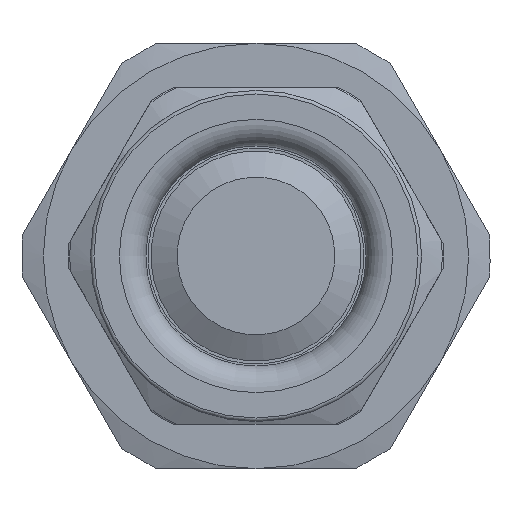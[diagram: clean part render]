
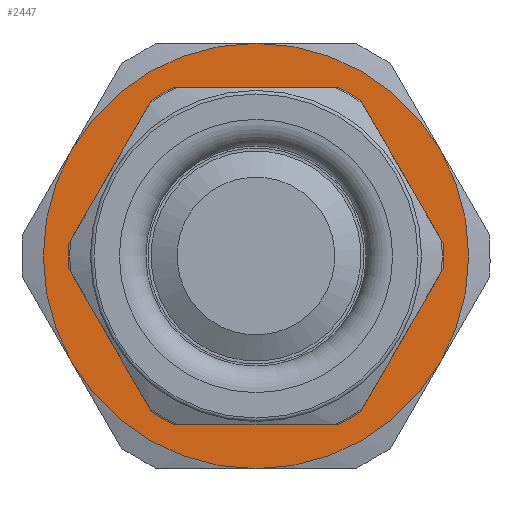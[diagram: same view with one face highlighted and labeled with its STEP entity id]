
A CAD part, left-side view. The second image highlights one B-rep face of the part: STEP entity #2447.
In plain terms, the highlighted planar face has unit normal (-1, 0, 0).
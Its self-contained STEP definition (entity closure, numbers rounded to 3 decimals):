
#307=PLANE('',#2733);
#376=FACE_BOUND('',#717,.T.);
#520=FACE_OUTER_BOUND('',#716,.T.);
#716=EDGE_LOOP('',(#1761,#1762,#1763,#1764,#1765,#1766));
#717=EDGE_LOOP('',(#1767));
#1016=CIRCLE('',#2734,12.);
#1017=CIRCLE('',#2735,12.);
#1018=CIRCLE('',#2736,12.);
#1019=CIRCLE('',#2737,12.);
#1020=CIRCLE('',#2738,12.);
#1021=CIRCLE('',#2739,12.);
#1022=CIRCLE('',#2740,7.689);
#1203=VERTEX_POINT('',#4049);
#1204=VERTEX_POINT('',#4050);
#1205=VERTEX_POINT('',#4052);
#1206=VERTEX_POINT('',#4054);
#1207=VERTEX_POINT('',#4056);
#1208=VERTEX_POINT('',#4058);
#1209=VERTEX_POINT('',#4061);
#1439=EDGE_CURVE('',#1203,#1204,#1016,.T.);
#1440=EDGE_CURVE('',#1205,#1203,#1017,.T.);
#1441=EDGE_CURVE('',#1206,#1205,#1018,.T.);
#1442=EDGE_CURVE('',#1207,#1206,#1019,.T.);
#1443=EDGE_CURVE('',#1208,#1207,#1020,.T.);
#1444=EDGE_CURVE('',#1204,#1208,#1021,.T.);
#1445=EDGE_CURVE('',#1209,#1209,#1022,.T.);
#1761=ORIENTED_EDGE('',*,*,#1439,.F.);
#1762=ORIENTED_EDGE('',*,*,#1440,.F.);
#1763=ORIENTED_EDGE('',*,*,#1441,.F.);
#1764=ORIENTED_EDGE('',*,*,#1442,.F.);
#1765=ORIENTED_EDGE('',*,*,#1443,.F.);
#1766=ORIENTED_EDGE('',*,*,#1444,.F.);
#1767=ORIENTED_EDGE('',*,*,#1445,.T.);
#2447=ADVANCED_FACE('',(#520,#376),#307,.T.);
#2733=AXIS2_PLACEMENT_3D('',#4048,#3127,#3128);
#2734=AXIS2_PLACEMENT_3D('',#4051,#3129,#3130);
#2735=AXIS2_PLACEMENT_3D('',#4053,#3131,#3132);
#2736=AXIS2_PLACEMENT_3D('',#4055,#3133,#3134);
#2737=AXIS2_PLACEMENT_3D('',#4057,#3135,#3136);
#2738=AXIS2_PLACEMENT_3D('',#4059,#3137,#3138);
#2739=AXIS2_PLACEMENT_3D('',#4060,#3139,#3140);
#2740=AXIS2_PLACEMENT_3D('',#4062,#3141,#3142);
#3127=DIRECTION('center_axis',(-1.,0.,0.));
#3128=DIRECTION('ref_axis',(0.,0.,1.));
#3129=DIRECTION('center_axis',(1.,0.,0.));
#3130=DIRECTION('ref_axis',(0.,-1.,0.));
#3131=DIRECTION('center_axis',(1.,0.,0.));
#3132=DIRECTION('ref_axis',(0.,-1.,0.));
#3133=DIRECTION('center_axis',(1.,0.,0.));
#3134=DIRECTION('ref_axis',(0.,-1.,0.));
#3135=DIRECTION('center_axis',(1.,0.,0.));
#3136=DIRECTION('ref_axis',(0.,-1.,0.));
#3137=DIRECTION('center_axis',(1.,0.,0.));
#3138=DIRECTION('ref_axis',(0.,-1.,0.));
#3139=DIRECTION('center_axis',(1.,0.,0.));
#3140=DIRECTION('ref_axis',(0.,-1.,0.));
#3141=DIRECTION('center_axis',(1.,0.,0.));
#3142=DIRECTION('ref_axis',(0.,0.,-1.));
#4048=CARTESIAN_POINT('Origin',(-26.31,13.25,0.));
#4049=CARTESIAN_POINT('',(-26.31,10.392,-6.));
#4050=CARTESIAN_POINT('',(-26.31,10.392,6.));
#4051=CARTESIAN_POINT('Origin',(-26.31,0.,0.));
#4052=CARTESIAN_POINT('',(-26.31,0.,-12.));
#4053=CARTESIAN_POINT('Origin',(-26.31,0.,0.));
#4054=CARTESIAN_POINT('',(-26.31,-10.392,-6.));
#4055=CARTESIAN_POINT('Origin',(-26.31,0.,0.));
#4056=CARTESIAN_POINT('',(-26.31,-10.392,6.));
#4057=CARTESIAN_POINT('Origin',(-26.31,0.,0.));
#4058=CARTESIAN_POINT('',(-26.31,0.,12.));
#4059=CARTESIAN_POINT('Origin',(-26.31,0.,0.));
#4060=CARTESIAN_POINT('Origin',(-26.31,0.,0.));
#4061=CARTESIAN_POINT('',(-26.31,7.689,0.));
#4062=CARTESIAN_POINT('Origin',(-26.31,0.,0.));
